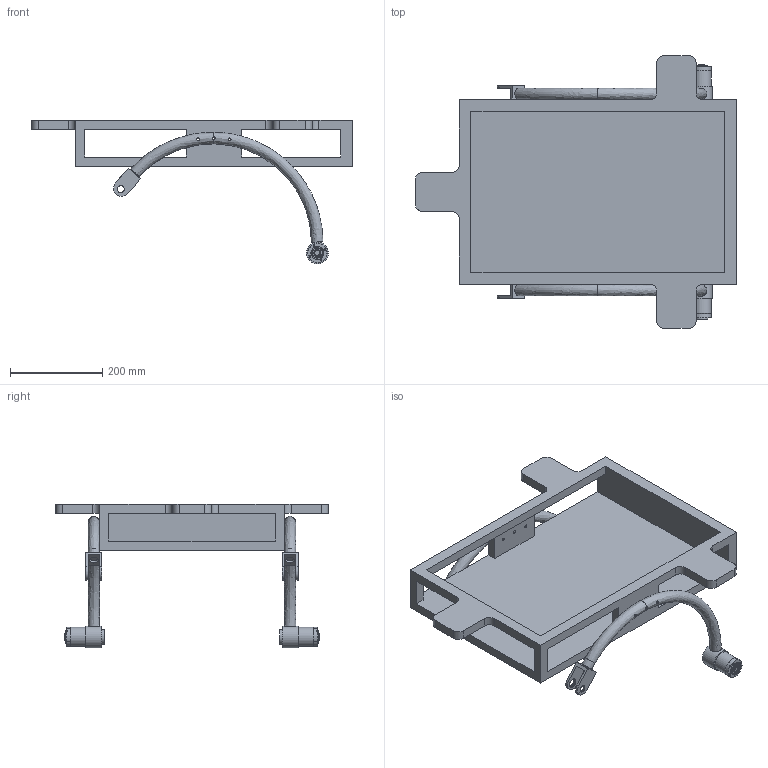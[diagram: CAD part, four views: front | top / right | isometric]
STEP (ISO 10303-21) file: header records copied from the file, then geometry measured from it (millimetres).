
FILE_DESCRIPTION(/* description */ (''),/* implementation_level */ '2;1');
FILE_NAME(/* name */ 'body_without_load_v3.step',/* time_stamp */ '2020-08-09T00:34:41+05:00',/* author */ (''),/* organization */ (''),/* preprocessor_version */ 'ST-DEVELOPER v18.1',/* originating_system */ 'Autodesk Translation Framework v9.3.0.1241',/* authorisation */ '');
FILE_SCHEMA (('AUTOMOTIVE_DESIGN { 1 0 10303 214 3 1 1 }'));
Length unit declared in the file: millimetre
Products named in the file (15): body_v3; New Assembly v2; Pipe Rocker Bogie v3; Wheel Assembly v3; Motor v1; Wheel Connector v4; New Bogie Mount v3; New Rocker v8; Pipe Rocker Bogie v2(Mirror); New Rocker v7(Mirror); Wheel Assembly v3(Mirror) (1); Motor v1(Mirror) (1); Wheel Connector v4(Mirror) (1); New Bogie Mount v3(Mirror) (1); Dabba v2
Assembly tree (14 placements, depth 5):
  body_v3
    New Assembly v2
      Pipe Rocker Bogie v3
        Wheel Assembly v3
          Motor v1
          Wheel Connector v4
        New Bogie Mount v3
        New Rocker v8
      Pipe Rocker Bogie v2(Mirror)
        New Rocker v7(Mirror)
        Wheel Assembly v3(Mirror) (1)
          Motor v1(Mirror) (1)
          Wheel Connector v4(Mirror) (1)
        New Bogie Mount v3(Mirror) (1)
      Dabba v2
Bounding box: 695 x 590 x 311.44 mm (x, y, z)
Volume: 7700790.1 mm3; surface area: 1041248.3 mm2
Topology: 11 solids, 11 shells, 221 faces, 574 edges, 374 vertices
Faces by surface type: plane 113, cylinder 80, cone 14, bspline 8, torus 6
Full cylindrical faces by diameter (mm): 1.5 x6, 3.3 x8, 6 x18, 15 x4, 19 x6, 20 x4, 28 x2, 31.7 x2, 37.5 x4, 42 x4, 47.5 x2
Entity records: 8726 total; most frequent: CARTESIAN_POINT 2724, DIRECTION 1226, ORIENTED_EDGE 1132, EDGE_CURVE 566, AXIS2_PLACEMENT_3D 468, VERTEX_POINT 374, EDGE_LOOP 302, LINE 290
